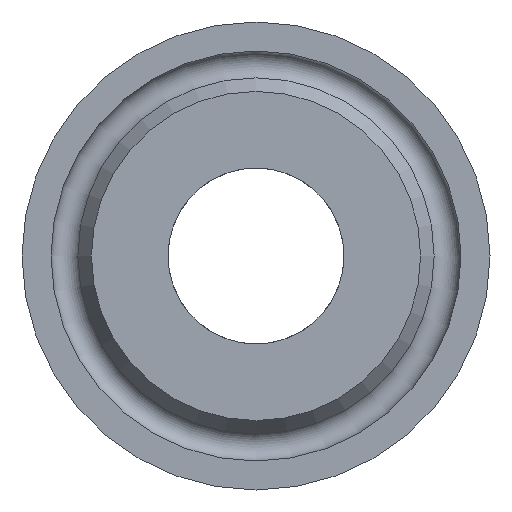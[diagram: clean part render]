
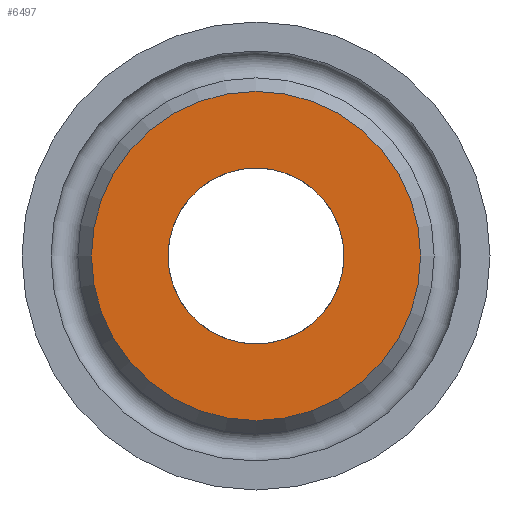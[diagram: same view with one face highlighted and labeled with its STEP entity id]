
A CAD part, left-side view. The second image highlights one B-rep face of the part: STEP entity #6497.
In plain terms, the highlighted planar face has unit normal (-1, 0, 0).
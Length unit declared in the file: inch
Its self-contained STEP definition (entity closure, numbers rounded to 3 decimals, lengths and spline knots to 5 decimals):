
#109=FACE_BOUND('',#1197,.T.);
#278=PLANE('',#6913);
#787=FACE_OUTER_BOUND('',#1196,.T.);
#1196=EDGE_LOOP('',(#6049));
#1197=EDGE_LOOP('',(#6050));
#1365=CIRCLE('',#6904,0.185);
#1370=CIRCLE('',#6914,0.34605);
#3192=VERTEX_POINT('',#13992);
#3197=VERTEX_POINT('',#14007);
#4145=EDGE_CURVE('',#3192,#3192,#1365,.T.);
#4150=EDGE_CURVE('',#3197,#3197,#1370,.T.);
#6049=ORIENTED_EDGE('',*,*,#4150,.T.);
#6050=ORIENTED_EDGE('',*,*,#4145,.F.);
#6497=ADVANCED_FACE('',(#787,#109),#278,.F.);
#6904=AXIS2_PLACEMENT_3D('',#13993,#8162,#8163);
#6913=AXIS2_PLACEMENT_3D('',#14006,#8180,#8181);
#6914=AXIS2_PLACEMENT_3D('',#14008,#8182,#8183);
#8162=DIRECTION('center_axis',(-1.,0.,0.));
#8163=DIRECTION('ref_axis',(0.,1.,0.));
#8180=DIRECTION('center_axis',(1.,0.,0.));
#8181=DIRECTION('ref_axis',(0.,0.,-1.));
#8182=DIRECTION('center_axis',(-1.,0.,0.));
#8183=DIRECTION('ref_axis',(0.,0.,1.));
#13992=CARTESIAN_POINT('',(0.031,0.185,0.));
#13993=CARTESIAN_POINT('Origin',(0.031,0.,0.));
#14006=CARTESIAN_POINT('Origin',(0.031,0.34605,0.));
#14007=CARTESIAN_POINT('',(0.031,0.34605,0.));
#14008=CARTESIAN_POINT('Origin',(0.031,0.,0.));
